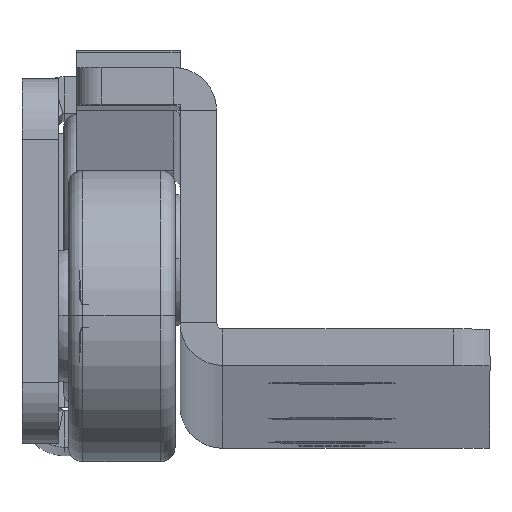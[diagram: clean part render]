
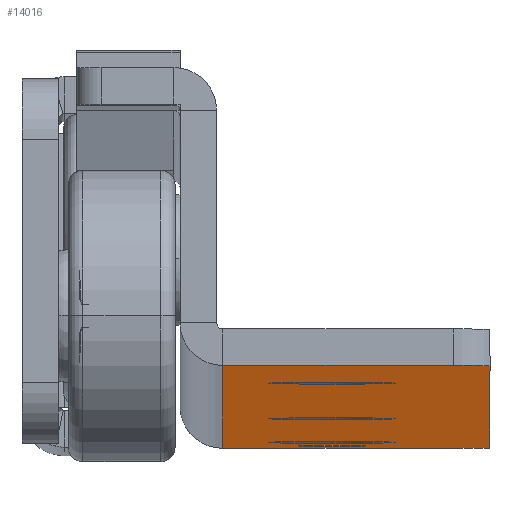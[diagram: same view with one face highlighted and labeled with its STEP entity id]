
A CAD part, top view. The second image highlights one B-rep face of the part: STEP entity #14016.
In plain terms, the highlighted face is planar.
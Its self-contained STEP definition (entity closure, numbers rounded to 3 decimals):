
#124 = CIRCLE ( 'NONE', #13784, 5.25 ) ;
#252 = EDGE_LOOP ( 'NONE', ( #14553, #2949, #6838, #16096, #327, #13383 ) ) ;
#327 = ORIENTED_EDGE ( 'NONE', *, *, #1185, .T. ) ;
#680 = CIRCLE ( 'NONE', #13726, 5.25 ) ;
#818 = VECTOR ( 'NONE', #3308, 1000. ) ;
#883 = VERTEX_POINT ( 'NONE', #16064 ) ;
#900 = PLANE ( 'NONE',  #5726 ) ;
#936 = CIRCLE ( 'NONE', #7329, 4. ) ;
#958 = CARTESIAN_POINT ( 'NONE',  ( 25.5, -4.75, 448. ) ) ;
#1139 = VECTOR ( 'NONE', #10678, 1000. ) ;
#1144 = CARTESIAN_POINT ( 'NONE',  ( 12.5, -4.75, 352. ) ) ;
#1185 = EDGE_CURVE ( 'NONE', #10990, #7109, #936, .T. ) ;
#1377 = AXIS2_PLACEMENT_3D ( 'NONE', #16793, #6354, #15264 ) ;
#1625 = VERTEX_POINT ( 'NONE', #16223 ) ;
#1690 = EDGE_CURVE ( 'NONE', #13251, #8878, #680, .T. ) ;
#1762 = LINE ( 'NONE', #9174, #1139 ) ;
#1933 = EDGE_CURVE ( 'NONE', #15986, #15231, #6921, .T. ) ;
#2365 = AXIS2_PLACEMENT_3D ( 'NONE', #17879, #13569, #3527 ) ;
#2513 = VERTEX_POINT ( 'NONE', #9718 ) ;
#2698 = DIRECTION ( 'NONE',  ( 0., 1., 0. ) ) ;
#2840 = CARTESIAN_POINT ( 'NONE',  ( 22.5, -4.75, 448. ) ) ;
#2917 = DIRECTION ( 'NONE',  ( 0., 1., 0. ) ) ;
#2949 = ORIENTED_EDGE ( 'NONE', *, *, #12712, .F. ) ;
#3059 = EDGE_CURVE ( 'NONE', #2513, #11781, #3613, .T. ) ;
#3293 = EDGE_CURVE ( 'NONE', #15231, #15986, #13591, .T. ) ;
#3308 = DIRECTION ( 'NONE',  ( 0., 0., -1. ) ) ;
#3527 = DIRECTION ( 'NONE',  ( -1., 0., 0. ) ) ;
#3555 = LINE ( 'NONE', #958, #9538 ) ;
#3613 = CIRCLE ( 'NONE', #14530, 2.75 ) ;
#3735 = CARTESIAN_POINT ( 'NONE',  ( 25.5, -4.75, 1.354 ) ) ;
#3926 = CARTESIAN_POINT ( 'NONE',  ( 12.5, -4.75, 32. ) ) ;
#4125 = ORIENTED_EDGE ( 'NONE', *, *, #1690, .T. ) ;
#4131 = CARTESIAN_POINT ( 'NONE',  ( 12.5, -4.75, 13. ) ) ;
#4430 = AXIS2_PLACEMENT_3D ( 'NONE', #17183, #2917, #5974 ) ;
#4750 = LINE ( 'NONE', #14607, #818 ) ;
#5196 = EDGE_CURVE ( 'NONE', #8878, #13251, #6545, .T. ) ;
#5726 = AXIS2_PLACEMENT_3D ( 'NONE', #10978, #6542, #9661 ) ;
#5824 = CARTESIAN_POINT ( 'NONE',  ( 17.75, -4.75, 160. ) ) ;
#5831 = EDGE_CURVE ( 'NONE', #18149, #7109, #3555, .T. ) ;
#5878 = EDGE_CURVE ( 'NONE', #883, #18149, #18096, .T. ) ;
#5970 = CARTESIAN_POINT ( 'NONE',  ( 22.5, -4.75, 444. ) ) ;
#5974 = DIRECTION ( 'NONE',  ( -1., 0., 0. ) ) ;
#6148 = DIRECTION ( 'NONE',  ( 0., 0., 1. ) ) ;
#6354 = DIRECTION ( 'NONE',  ( 0., 1., 0. ) ) ;
#6491 = DIRECTION ( 'NONE',  ( -1., 0., 0. ) ) ;
#6542 = DIRECTION ( 'NONE',  ( 0., 1., 0. ) ) ;
#6545 = CIRCLE ( 'NONE', #4430, 5.25 ) ;
#6698 = DIRECTION ( 'NONE',  ( 1., 0., 0. ) ) ;
#6838 = ORIENTED_EDGE ( 'NONE', *, *, #16826, .T. ) ;
#6921 = CIRCLE ( 'NONE', #2365, 5.25 ) ;
#7061 = EDGE_LOOP ( 'NONE', ( #16000, #16516 ) ) ;
#7109 = VERTEX_POINT ( 'NONE', #2840 ) ;
#7329 = AXIS2_PLACEMENT_3D ( 'NONE', #5970, #13522, #6148 ) ;
#7688 = ORIENTED_EDGE ( 'NONE', *, *, #5196, .T. ) ;
#7833 = AXIS2_PLACEMENT_3D ( 'NONE', #14025, #8239, #8524 ) ;
#7944 = FACE_OUTER_BOUND ( 'NONE', #252, .T. ) ;
#8091 = CARTESIAN_POINT ( 'NONE',  ( 17.75, -4.75, 352. ) ) ;
#8239 = DIRECTION ( 'NONE',  ( 0., 1., 0. ) ) ;
#8524 = DIRECTION ( 'NONE',  ( -1., 0., 0. ) ) ;
#8737 = DIRECTION ( 'NONE',  ( 0., 1., 0. ) ) ;
#8738 = EDGE_CURVE ( 'NONE', #11781, #2513, #11352, .T. ) ;
#8790 = EDGE_CURVE ( 'NONE', #15380, #1625, #124, .T. ) ;
#8833 = CARTESIAN_POINT ( 'NONE',  ( 12.5, -4.75, 13. ) ) ;
#8878 = VERTEX_POINT ( 'NONE', #8091 ) ;
#9174 = CARTESIAN_POINT ( 'NONE',  ( 25.5, -4.75, 0. ) ) ;
#9435 = DIRECTION ( 'NONE',  ( 0., 0., 1. ) ) ;
#9471 = FACE_BOUND ( 'NONE', #7061, .T. ) ;
#9538 = VECTOR ( 'NONE', #6698, 1000. ) ;
#9621 = EDGE_CURVE ( 'NONE', #1625, #15380, #18083, .T. ) ;
#9661 = DIRECTION ( 'NONE',  ( 0., 0., -1. ) ) ;
#9718 = CARTESIAN_POINT ( 'NONE',  ( 12.5, -4.75, 15.75 ) ) ;
#9918 = DIRECTION ( 'NONE',  ( 0., 0., -1. ) ) ;
#10163 = EDGE_LOOP ( 'NONE', ( #18564, #11982 ) ) ;
#10678 = DIRECTION ( 'NONE',  ( -1., 0., 0. ) ) ;
#10885 = FACE_BOUND ( 'NONE', #17473, .T. ) ;
#10978 = CARTESIAN_POINT ( 'NONE',  ( -26.5, -4.75, 0. ) ) ;
#10990 = VERTEX_POINT ( 'NONE', #12149 ) ;
#11215 = CIRCLE ( 'NONE', #13048, 4. ) ;
#11352 = CIRCLE ( 'NONE', #14080, 2.75 ) ;
#11715 = CARTESIAN_POINT ( 'NONE',  ( 7.25, -4.75, 160. ) ) ;
#11781 = VERTEX_POINT ( 'NONE', #13336 ) ;
#11982 = ORIENTED_EDGE ( 'NONE', *, *, #8790, .T. ) ;
#12084 = CARTESIAN_POINT ( 'NONE',  ( 22.5, -4.75, 0. ) ) ;
#12149 = CARTESIAN_POINT ( 'NONE',  ( 25.5, -4.75, 446.646 ) ) ;
#12712 = EDGE_CURVE ( 'NONE', #13074, #883, #1762, .T. ) ;
#13048 = AXIS2_PLACEMENT_3D ( 'NONE', #16845, #13794, #15030 ) ;
#13074 = VERTEX_POINT ( 'NONE', #12084 ) ;
#13251 = VERTEX_POINT ( 'NONE', #13483 ) ;
#13336 = CARTESIAN_POINT ( 'NONE',  ( 12.5, -4.75, 10.25 ) ) ;
#13383 = ORIENTED_EDGE ( 'NONE', *, *, #5831, .F. ) ;
#13483 = CARTESIAN_POINT ( 'NONE',  ( 7.25, -4.75, 352. ) ) ;
#13522 = DIRECTION ( 'NONE',  ( 0., -1., 0. ) ) ;
#13569 = DIRECTION ( 'NONE',  ( 0., 1., 0. ) ) ;
#13591 = CIRCLE ( 'NONE', #7833, 5.25 ) ;
#13726 = AXIS2_PLACEMENT_3D ( 'NONE', #1144, #14635, #17420 ) ;
#13784 = AXIS2_PLACEMENT_3D ( 'NONE', #3926, #13966, #6491 ) ;
#13794 = DIRECTION ( 'NONE',  ( 0., -1., 0. ) ) ;
#13873 = CARTESIAN_POINT ( 'NONE',  ( 3.5, -4.75, 448. ) ) ;
#13939 = EDGE_CURVE ( 'NONE', #10990, #14688, #4750, .T. ) ;
#13966 = DIRECTION ( 'NONE',  ( 0., 1., 0. ) ) ;
#14016 = ADVANCED_FACE ( 'NONE', ( #17941, #9471, #16791, #7944, #10885 ), #900, .F. ) ;
#14025 = CARTESIAN_POINT ( 'NONE',  ( 12.5, -4.75, 160. ) ) ;
#14080 = AXIS2_PLACEMENT_3D ( 'NONE', #4131, #2698, #9918 ) ;
#14526 = DIRECTION ( 'NONE',  ( 0., 0., -1. ) ) ;
#14530 = AXIS2_PLACEMENT_3D ( 'NONE', #8833, #8737, #14526 ) ;
#14543 = VECTOR ( 'NONE', #9435, 1000. ) ;
#14553 = ORIENTED_EDGE ( 'NONE', *, *, #5878, .F. ) ;
#14607 = CARTESIAN_POINT ( 'NONE',  ( 25.5, -4.75, 0. ) ) ;
#14635 = DIRECTION ( 'NONE',  ( 0., 1., 0. ) ) ;
#14688 = VERTEX_POINT ( 'NONE', #3735 ) ;
#15030 = DIRECTION ( 'NONE',  ( 0., 0., -1. ) ) ;
#15231 = VERTEX_POINT ( 'NONE', #11715 ) ;
#15264 = DIRECTION ( 'NONE',  ( -1., 0., 0. ) ) ;
#15380 = VERTEX_POINT ( 'NONE', #16678 ) ;
#15986 = VERTEX_POINT ( 'NONE', #5824 ) ;
#16000 = ORIENTED_EDGE ( 'NONE', *, *, #1933, .T. ) ;
#16064 = CARTESIAN_POINT ( 'NONE',  ( 3.5, -4.75, 0. ) ) ;
#16096 = ORIENTED_EDGE ( 'NONE', *, *, #13939, .F. ) ;
#16223 = CARTESIAN_POINT ( 'NONE',  ( 17.75, -4.75, 32. ) ) ;
#16466 = ORIENTED_EDGE ( 'NONE', *, *, #8738, .T. ) ;
#16516 = ORIENTED_EDGE ( 'NONE', *, *, #3293, .T. ) ;
#16678 = CARTESIAN_POINT ( 'NONE',  ( 7.25, -4.75, 32. ) ) ;
#16791 = FACE_BOUND ( 'NONE', #10163, .T. ) ;
#16793 = CARTESIAN_POINT ( 'NONE',  ( 12.5, -4.75, 32. ) ) ;
#16826 = EDGE_CURVE ( 'NONE', #13074, #14688, #11215, .T. ) ;
#16845 = CARTESIAN_POINT ( 'NONE',  ( 22.5, -4.75, 4. ) ) ;
#16944 = CARTESIAN_POINT ( 'NONE',  ( 3.5, -4.75, 0. ) ) ;
#17183 = CARTESIAN_POINT ( 'NONE',  ( 12.5, -4.75, 352. ) ) ;
#17420 = DIRECTION ( 'NONE',  ( -1., 0., 0. ) ) ;
#17473 = EDGE_LOOP ( 'NONE', ( #16466, #17708 ) ) ;
#17499 = EDGE_LOOP ( 'NONE', ( #7688, #4125 ) ) ;
#17708 = ORIENTED_EDGE ( 'NONE', *, *, #3059, .T. ) ;
#17879 = CARTESIAN_POINT ( 'NONE',  ( 12.5, -4.75, 160. ) ) ;
#17941 = FACE_BOUND ( 'NONE', #17499, .T. ) ;
#18083 = CIRCLE ( 'NONE', #1377, 5.25 ) ;
#18096 = LINE ( 'NONE', #16944, #14543 ) ;
#18149 = VERTEX_POINT ( 'NONE', #13873 ) ;
#18564 = ORIENTED_EDGE ( 'NONE', *, *, #9621, .T. ) ;
